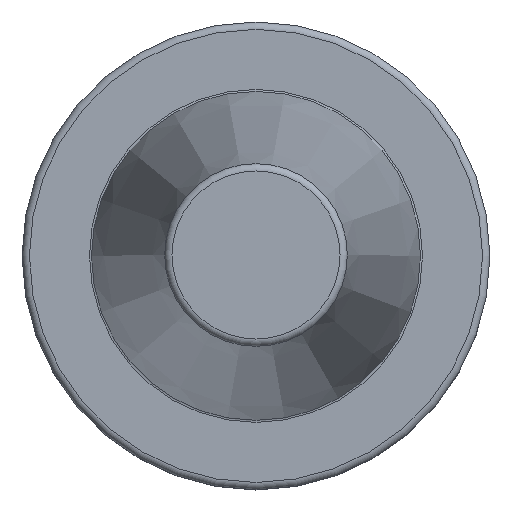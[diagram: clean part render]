
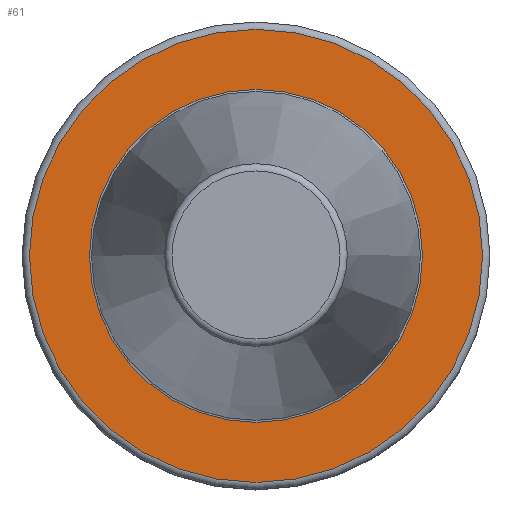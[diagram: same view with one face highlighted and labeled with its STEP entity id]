
A CAD part, top view. The second image highlights one B-rep face of the part: STEP entity #61.
In plain terms, the highlighted planar face has unit normal (0, 0, 1).
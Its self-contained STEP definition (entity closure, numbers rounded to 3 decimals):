
#38=PLANE('',#277);
#61=ADVANCED_FACE('',(#96,#97),#38,.F.);
#96=FACE_BOUND('',#134,.T.);
#97=FACE_BOUND('',#135,.T.);
#134=EDGE_LOOP('',(#174));
#135=EDGE_LOOP('',(#175));
#174=ORIENTED_EDGE('',*,*,#226,.F.);
#175=ORIENTED_EDGE('',*,*,#225,.T.);
#205=VERTEX_POINT('',#410);
#206=VERTEX_POINT('',#413);
#225=EDGE_CURVE('',#205,#205,#245,.T.);
#226=EDGE_CURVE('',#206,#206,#246,.T.);
#245=CIRCLE('',#274,30.75);
#246=CIRCLE('',#276,22.6);
#274=AXIS2_PLACEMENT_3D('',#409,#334,#335);
#276=AXIS2_PLACEMENT_3D('',#412,#338,#339);
#277=AXIS2_PLACEMENT_3D('',#414,#340,#341);
#334=DIRECTION('',(0.0,0.0,1.0));
#335=DIRECTION('',(1.0,0.0,0.0));
#338=DIRECTION('',(0.0,0.0,1.0));
#339=DIRECTION('',(1.0,0.0,0.0));
#340=DIRECTION('',(0.0,0.0,-1.0));
#341=DIRECTION('',(-1.0,0.0,0.0));
#409=CARTESIAN_POINT('',(0.0,0.0,-3.2));
#410=CARTESIAN_POINT('',(30.75,0.0,-3.2));
#412=CARTESIAN_POINT('',(0.0,0.0,-3.2));
#413=CARTESIAN_POINT('',(22.6,0.0,-3.2));
#414=CARTESIAN_POINT('',(0.0,-30.75,-3.2));
